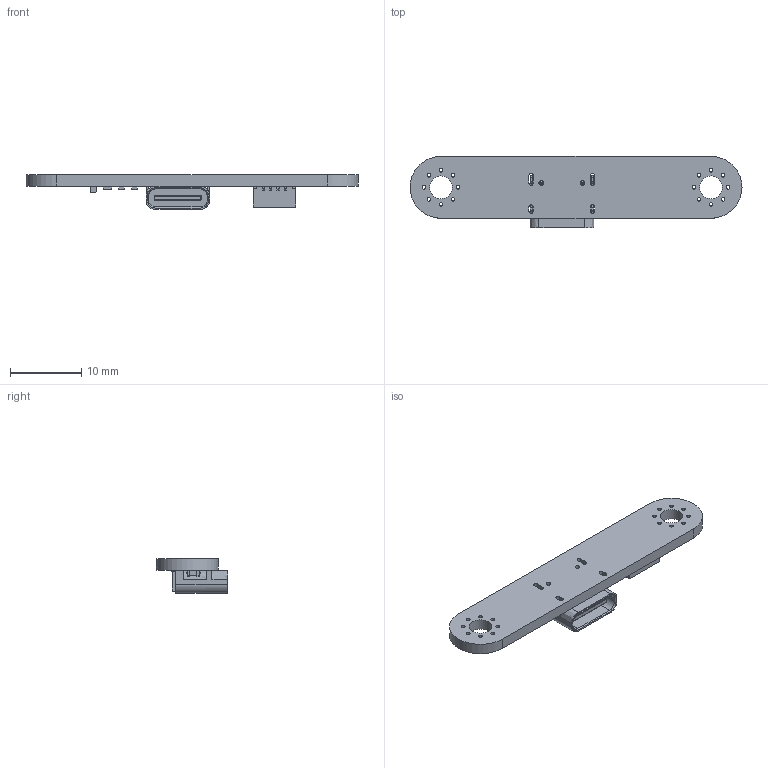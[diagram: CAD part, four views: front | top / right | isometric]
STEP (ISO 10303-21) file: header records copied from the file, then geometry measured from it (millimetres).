
FILE_DESCRIPTION(('KiCad electronic assembly'),'2;1');
FILE_NAME('Unified-Daughterboard.step','2022-06-06T18:35:35',('Pcbnew'), ('Kicad'),'Open CASCADE STEP processor 7.6','KiCad to STEP converter', 'Unknown');
FILE_SCHEMA(('AUTOMOTIVE_DESIGN { 1 0 10303 214 1 1 1 1 }'));
Length unit declared in the file: millimetre
Products named in the file (12): Unified-Daughterboard 1; R_0805_2012Metric; SOLID; JST-SR-4; R_0603_1608Metric; C_0603_1608Metric; HRO-TYPE-C-31-M-12; Unified-Daughterboard PCB
Assembly tree (12 placements, depth 3):
  Unified-Daughterboard 1
    R_0805_2012Metric
      SOLID
    JST-SR-4
      SOLID
    R_0603_1608Metric  x2
      SOLID
    C_0603_1608Metric
      SOLID
    HRO-TYPE-C-31-M-12
      SOLID
    Unified-Daughterboard PCB
Bounding box: 46.7 x 10 x 4.86 mm (x, y, z)
Volume: 737.7 mm3; surface area: 1641.5 mm2
Topology: 7 solids, 7 shells, 328 faces, 886 edges, 580 vertices
Faces by surface type: bspline 286, cylinder 30, plane 12
Full cylindrical faces by diameter (mm): 0.5 x16, 0.65 x2, 3.2 x2
Entity records: 19418 total; most frequent: CARTESIAN_POINT 7307, B_SPLINE_CURVE_WITH_KNOTS 1856, ORIENTED_EDGE 1636, PCURVE 1636, DEFINITIONAL_REPRESENTATION 1636, EDGE_CURVE 818, SURFACE_CURVE 794, VERTEX_POINT 536
